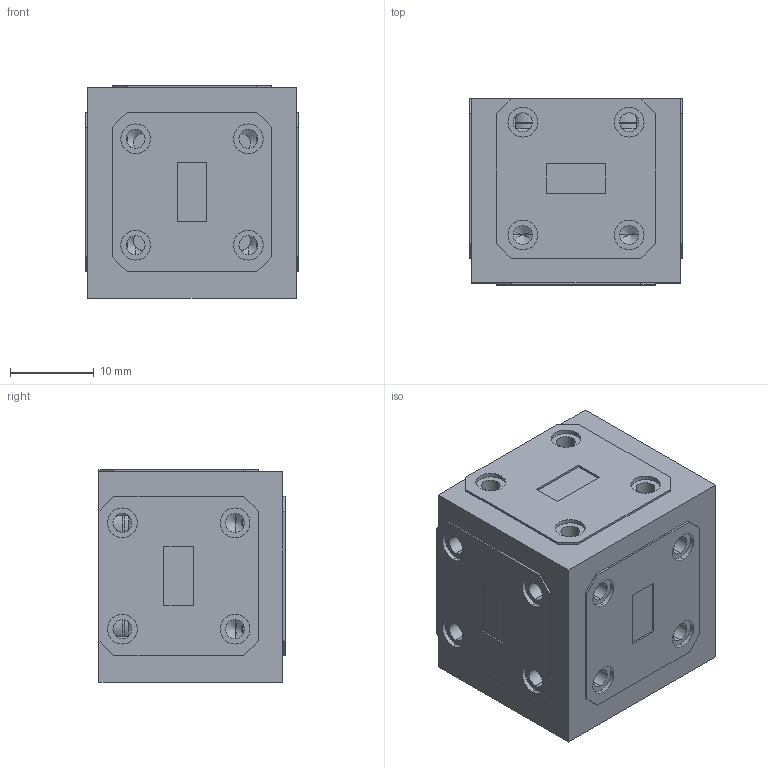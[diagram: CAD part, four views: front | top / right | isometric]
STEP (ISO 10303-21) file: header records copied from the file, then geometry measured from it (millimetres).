
FILE_DESCRIPTION (( 'STEP AP214' ), '1' );
FILE_NAME ('WP-A2-A.STEP', '2022-10-19T20:01:33', ( '' ), ( '' ), 'SwSTEP 2.0', 'SolidWorks 2021', '' );
FILE_SCHEMA (( 'AUTOMOTIVE_DESIGN' ));
Length unit declared in the file: inch
Products named in the file (1): WP-A2-A
Bounding box: 25.4 x 22.23 x 25.4 mm (x, y, z)
Volume: 13537.6 mm3; surface area: 4794.8 mm2
Topology: 1 solids, 1 shells, 343 faces, 826 edges, 499 vertices
Faces by surface type: plane 144, cylinder 120, cone 79
Entity records: 14379 total; most frequent: CARTESIAN_POINT 2208, DIRECTION 1729, ORIENTED_EDGE 1612, EDGE_CURVE 806, AXIS2_PLACEMENT_3D 658, VERTEX_POINT 499, LINE 413, VECTOR 413
